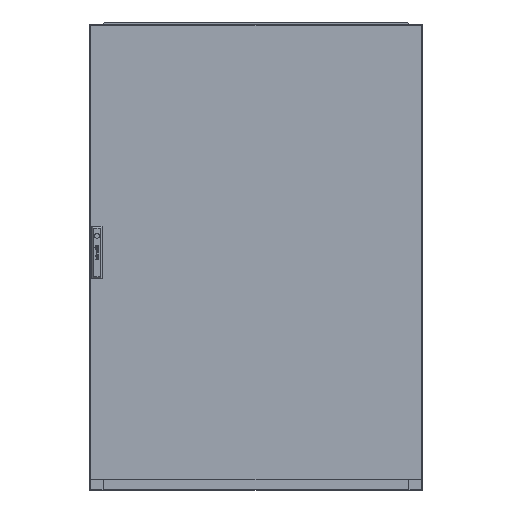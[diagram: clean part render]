
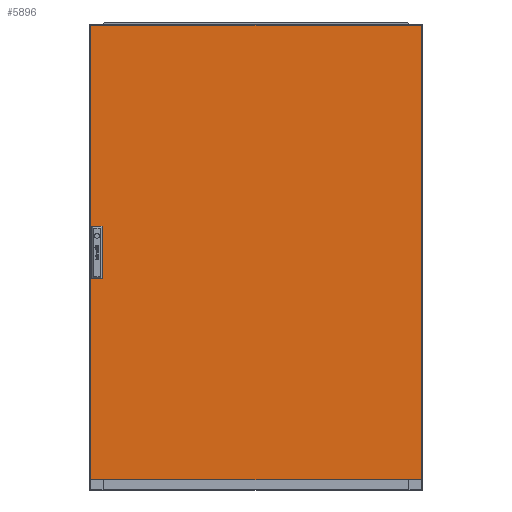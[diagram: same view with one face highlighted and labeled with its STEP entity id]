
A CAD part, top view. The second image highlights one B-rep face of the part: STEP entity #5896.
In plain terms, the highlighted planar face has unit normal (0, 0, 1).
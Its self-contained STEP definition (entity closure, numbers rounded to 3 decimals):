
#1217 = CARTESIAN_POINT ( 'NONE',  ( 0., 0., 0. ) ) ;
#2101 = CARTESIAN_POINT ( 'NONE',  ( -493.4, 78.5, 0. ) ) ;
#3716 = CARTESIAN_POINT ( 'NONE',  ( -497., -683.5, 0. ) ) ;
#4205 = EDGE_CURVE ( 'NONE', #79010, #57724, #7725, .T. ) ;
#5896 = ADVANCED_FACE ( 'NONE', ( #73713, #51623 ), #100624, .T. ) ;
#6086 = VERTEX_POINT ( 'NONE', #3716 ) ;
#7256 = VECTOR ( 'NONE', #68585, 1000. ) ;
#7725 = LINE ( 'NONE', #32575, #49310 ) ;
#8556 = AXIS2_PLACEMENT_3D ( 'NONE', #1217, #9598, #67693 ) ;
#9598 = DIRECTION ( 'NONE',  ( 0., 0., 1. ) ) ;
#12220 = LINE ( 'NONE', #92374, #56428 ) ;
#13624 = LINE ( 'NONE', #94671, #99319 ) ;
#14844 = VERTEX_POINT ( 'NONE', #49033 ) ;
#16063 = DIRECTION ( 'NONE',  ( 1., 0., 0. ) ) ;
#17248 = LINE ( 'NONE', #91357, #58749 ) ;
#18067 = CARTESIAN_POINT ( 'NONE',  ( -463., -78.5, 0. ) ) ;
#18370 = EDGE_LOOP ( 'NONE', ( #80900, #56196, #98547, #58056 ) ) ;
#18715 = EDGE_CURVE ( 'NONE', #14844, #97612, #65032, .T. ) ;
#19961 = CARTESIAN_POINT ( 'NONE',  ( -493.4, -78.5, 0. ) ) ;
#20385 = DIRECTION ( 'NONE',  ( 0., -1., 0. ) ) ;
#20916 = VECTOR ( 'NONE', #61287, 1000. ) ;
#21255 = CARTESIAN_POINT ( 'NONE',  ( -493.4, 78.5, 0. ) ) ;
#21635 = LINE ( 'NONE', #105862, #85195 ) ;
#26020 = EDGE_CURVE ( 'NONE', #34792, #14844, #13624, .T. ) ;
#27892 = CARTESIAN_POINT ( 'NONE',  ( -463., 78.5, 0. ) ) ;
#32575 = CARTESIAN_POINT ( 'NONE',  ( -497., 683.5, 0. ) ) ;
#34365 = DIRECTION ( 'NONE',  ( 0., -1., 0. ) ) ;
#34792 = VERTEX_POINT ( 'NONE', #21255 ) ;
#37504 = VERTEX_POINT ( 'NONE', #85159 ) ;
#40757 = CARTESIAN_POINT ( 'NONE',  ( -497., -683.5, 0. ) ) ;
#42076 = ORIENTED_EDGE ( 'NONE', *, *, #4205, .T. ) ;
#42837 = ORIENTED_EDGE ( 'NONE', *, *, #87981, .T. ) ;
#49033 = CARTESIAN_POINT ( 'NONE',  ( -493.4, -78.5, 0. ) ) ;
#49310 = VECTOR ( 'NONE', #90572, 1000. ) ;
#50036 = DIRECTION ( 'NONE',  ( 0., -1., 0. ) ) ;
#51623 = FACE_OUTER_BOUND ( 'NONE', #95187, .T. ) ;
#54421 = EDGE_CURVE ( 'NONE', #83358, #97612, #12220, .T. ) ;
#56196 = ORIENTED_EDGE ( 'NONE', *, *, #54421, .T. ) ;
#56428 = VECTOR ( 'NONE', #34365, 1000. ) ;
#57724 = VERTEX_POINT ( 'NONE', #101023 ) ;
#58056 = ORIENTED_EDGE ( 'NONE', *, *, #26020, .F. ) ;
#58749 = VECTOR ( 'NONE', #50036, 1000. ) ;
#61287 = DIRECTION ( 'NONE',  ( 1., 0., 0. ) ) ;
#62141 = EDGE_CURVE ( 'NONE', #37504, #79010, #21635, .T. ) ;
#64547 = DIRECTION ( 'NONE',  ( 0., 1., 0. ) ) ;
#65032 = LINE ( 'NONE', #19961, #20916 ) ;
#67693 = DIRECTION ( 'NONE',  ( 1., 0., 0. ) ) ;
#68585 = DIRECTION ( 'NONE',  ( 1., 0., 0. ) ) ;
#73506 = LINE ( 'NONE', #2101, #7256 ) ;
#73713 = FACE_BOUND ( 'NONE', #18370, .T. ) ;
#79010 = VERTEX_POINT ( 'NONE', #90937 ) ;
#80900 = ORIENTED_EDGE ( 'NONE', *, *, #97117, .T. ) ;
#81217 = VECTOR ( 'NONE', #16063, 1000. ) ;
#83358 = VERTEX_POINT ( 'NONE', #27892 ) ;
#85159 = CARTESIAN_POINT ( 'NONE',  ( 497., -683.5, 0. ) ) ;
#85195 = VECTOR ( 'NONE', #64547, 1000. ) ;
#87239 = ORIENTED_EDGE ( 'NONE', *, *, #62141, .T. ) ;
#87981 = EDGE_CURVE ( 'NONE', #6086, #37504, #103247, .T. ) ;
#90572 = DIRECTION ( 'NONE',  ( -1., 0., 0. ) ) ;
#90937 = CARTESIAN_POINT ( 'NONE',  ( 497., 683.5, 0. ) ) ;
#91357 = CARTESIAN_POINT ( 'NONE',  ( -497., 683.5, 0. ) ) ;
#92374 = CARTESIAN_POINT ( 'NONE',  ( -463., 0., 0. ) ) ;
#94618 = EDGE_CURVE ( 'NONE', #57724, #6086, #17248, .T. ) ;
#94671 = CARTESIAN_POINT ( 'NONE',  ( -493.4, 0., 0. ) ) ;
#95187 = EDGE_LOOP ( 'NONE', ( #87239, #42076, #102121, #42837 ) ) ;
#97117 = EDGE_CURVE ( 'NONE', #34792, #83358, #73506, .T. ) ;
#97612 = VERTEX_POINT ( 'NONE', #18067 ) ;
#98547 = ORIENTED_EDGE ( 'NONE', *, *, #18715, .F. ) ;
#99319 = VECTOR ( 'NONE', #20385, 1000. ) ;
#100624 = PLANE ( 'NONE',  #8556 ) ;
#101023 = CARTESIAN_POINT ( 'NONE',  ( -497., 683.5, 0. ) ) ;
#102121 = ORIENTED_EDGE ( 'NONE', *, *, #94618, .T. ) ;
#103247 = LINE ( 'NONE', #40757, #81217 ) ;
#105862 = CARTESIAN_POINT ( 'NONE',  ( 497., 683.5, 0. ) ) ;
